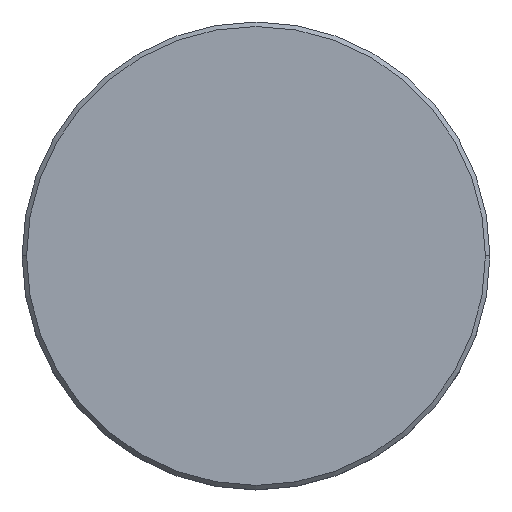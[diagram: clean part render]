
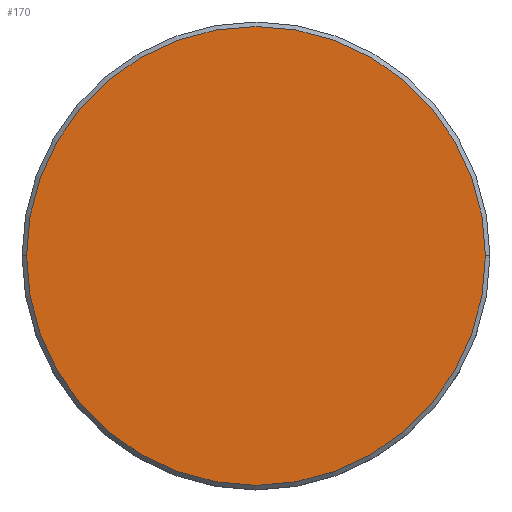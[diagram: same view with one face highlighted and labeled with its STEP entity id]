
A CAD part, top view. The second image highlights one B-rep face of the part: STEP entity #170.
In plain terms, the highlighted planar face has unit normal (0, 0, 1).
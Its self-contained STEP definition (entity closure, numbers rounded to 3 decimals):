
#31 = DIRECTION ( 'NONE',  ( 0., 0., 1. ) ) ;
#51 = DIRECTION ( 'NONE',  ( 0., 0., 1. ) ) ;
#122 = ORIENTED_EDGE ( 'NONE', *, *, #678, .T. ) ;
#159 = EDGE_LOOP ( 'NONE', ( #363, #122 ) ) ;
#170 = ADVANCED_FACE ( 'NONE', ( #1113 ), #483, .T. ) ;
#199 = CARTESIAN_POINT ( 'NONE',  ( 0., 0., 0. ) ) ;
#259 = VERTEX_POINT ( 'NONE', #434 ) ;
#363 = ORIENTED_EDGE ( 'NONE', *, *, #1006, .T. ) ;
#428 = DIRECTION ( 'NONE',  ( 1., 0., 0. ) ) ;
#434 = CARTESIAN_POINT ( 'NONE',  ( 25.5, 0., 0. ) ) ;
#483 = PLANE ( 'NONE',  #717 ) ;
#616 = CARTESIAN_POINT ( 'NONE',  ( -25.5, 0., 0. ) ) ;
#641 = AXIS2_PLACEMENT_3D ( 'NONE', #954, #51, #688 ) ;
#678 = EDGE_CURVE ( 'NONE', #259, #906, #815, .T. ) ;
#688 = DIRECTION ( 'NONE',  ( 1., 0., 0. ) ) ;
#717 = AXIS2_PLACEMENT_3D ( 'NONE', #199, #31, #935 ) ;
#815 = CIRCLE ( 'NONE', #641, 25.5 ) ;
#837 = CIRCLE ( 'NONE', #1095, 25.5 ) ;
#875 = CARTESIAN_POINT ( 'NONE',  ( 0., 0., 0. ) ) ;
#886 = DIRECTION ( 'NONE',  ( 0., 0., 1. ) ) ;
#906 = VERTEX_POINT ( 'NONE', #616 ) ;
#935 = DIRECTION ( 'NONE',  ( 1., 0., 0. ) ) ;
#954 = CARTESIAN_POINT ( 'NONE',  ( 0., 0., 0. ) ) ;
#1006 = EDGE_CURVE ( 'NONE', #906, #259, #837, .T. ) ;
#1095 = AXIS2_PLACEMENT_3D ( 'NONE', #875, #886, #428 ) ;
#1113 = FACE_OUTER_BOUND ( 'NONE', #159, .T. ) ;
